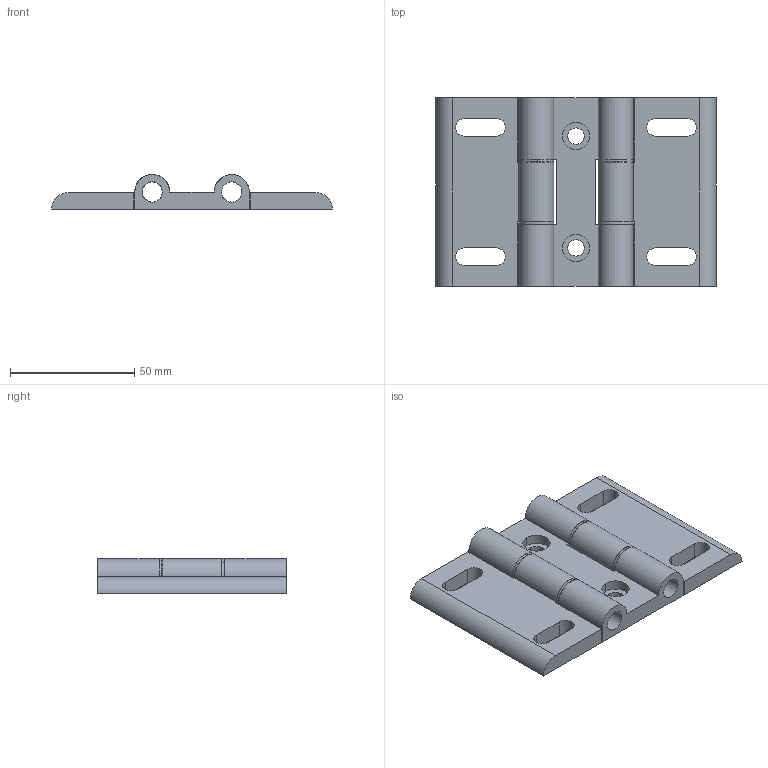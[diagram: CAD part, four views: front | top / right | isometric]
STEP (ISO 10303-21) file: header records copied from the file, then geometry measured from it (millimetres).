
FILE_DESCRIPTION (( 'STEP AP203' ), '1' );
FILE_NAME ('084.500.009.STEP', '2013-01-28T14:43:13', ( 'Alusic' ), ( 'Alusic' ), 'SwSTEP 2.0', 'SolidWorks 2011', '' );
FILE_SCHEMA (( 'CONFIG_CONTROL_DESIGN' ));
Length unit declared in the file: millimetre
Products named in the file (4): 084.500.001.C; 084.500.009; 084.500.008b_084.500.002.A; PRT68-2^PRT68
Assembly tree (7 placements, depth 2):
  084.500.009
    084.500.008b_084.500.002.A  x2
    084.500.001.C  x4
    PRT68-2^PRT68
Bounding box: 113 x 76 x 14.09 mm (x, y, z)
Volume: 54965.5 mm3; surface area: 28541.3 mm2
Topology: 7 solids, 7 shells, 106 faces, 270 edges, 180 vertices
Faces by surface type: cylinder 58, plane 48
Entity records: 2652 total; most frequent: DIRECTION 398, CARTESIAN_POINT 366, ORIENTED_EDGE 348, EDGE_CURVE 174, AXIS2_PLACEMENT_3D 148, VERTEX_POINT 116, VECTOR 102, LINE 102
